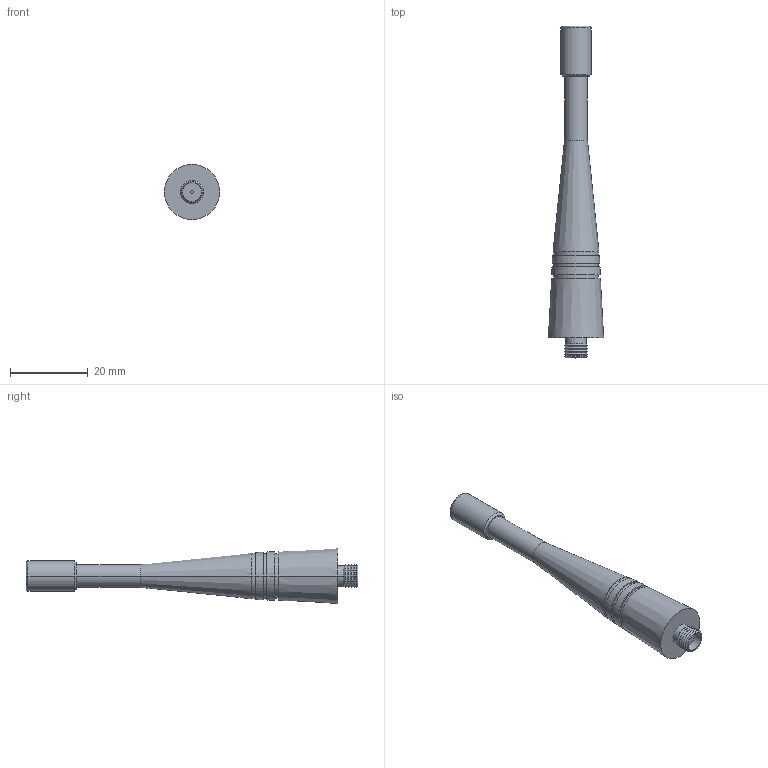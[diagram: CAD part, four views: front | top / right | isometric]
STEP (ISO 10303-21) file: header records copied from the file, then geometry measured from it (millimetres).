
FILE_DESCRIPTION (( 'STEP AP214' ), '1' );
FILE_NAME ('FMANRBD1030_3D.step', '2023-03-06T14:46:09', ( '' ), ( '' ), 'SwSTEP 2.0', 'SolidWorks 2022', '' );
FILE_SCHEMA (( 'AUTOMOTIVE_DESIGN' ));
Length unit declared in the file: inch
Products named in the file (1): FMANRBD1030_3D
Bounding box: 14.2 x 85.19 x 14.2 mm (x, y, z)
Volume: 5858 mm3; surface area: 2764.3 mm2
Topology: 1 solids, 1 shells, 60 faces, 118 edges, 70 vertices
Faces by surface type: cone 30, cylinder 16, plane 12, torus 2
Entity records: 1586 total; most frequent: DIRECTION 312, CARTESIAN_POINT 249, ORIENTED_EDGE 236, AXIS2_PLACEMENT_3D 133, EDGE_CURVE 118, CIRCLE 72, VERTEX_POINT 70, EDGE_LOOP 70
